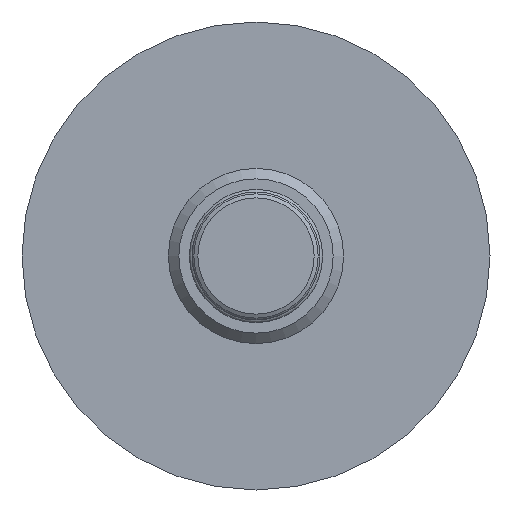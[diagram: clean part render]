
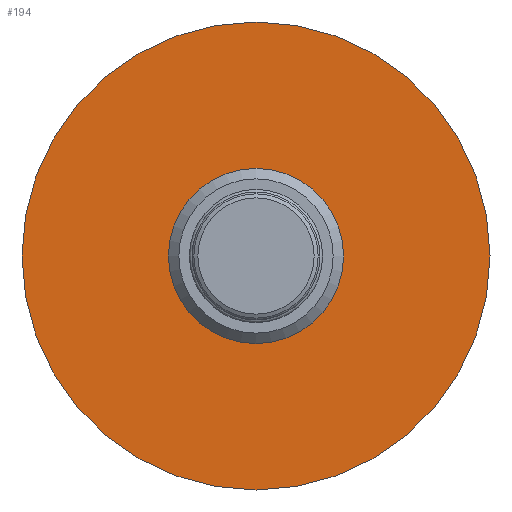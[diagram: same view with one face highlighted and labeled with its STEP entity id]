
A CAD part, left-side view. The second image highlights one B-rep face of the part: STEP entity #194.
In plain terms, the highlighted planar face has unit normal (-1, 0, 0).
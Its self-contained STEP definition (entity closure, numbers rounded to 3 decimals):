
#56=ORIENTED_EDGE('',*,*,#76,.F.);
#57=ORIENTED_EDGE('',*,*,#75,.T.);
#75=EDGE_CURVE('',#91,#91,#107,.T.);
#76=EDGE_CURVE('',#92,#92,#108,.T.);
#91=VERTEX_POINT('',#351);
#92=VERTEX_POINT('',#354);
#107=CIRCLE('',#236,4.864);
#108=CIRCLE('',#238,13.);
#136=EDGE_LOOP('',(#56));
#137=EDGE_LOOP('',(#57));
#168=FACE_BOUND('',#136,.T.);
#169=FACE_BOUND('',#137,.T.);
#179=PLANE('',#237);
#194=ADVANCED_FACE('',(#168,#169),#179,.F.);
#236=AXIS2_PLACEMENT_3D('',#350,#296,#297);
#237=AXIS2_PLACEMENT_3D('',#352,#298,#299);
#238=AXIS2_PLACEMENT_3D('',#353,#300,#301);
#296=DIRECTION('',(1.,0.,0.));
#297=DIRECTION('',(0.,0.,-1.));
#298=DIRECTION('',(1.,0.,0.));
#299=DIRECTION('',(0.,0.,-1.));
#300=DIRECTION('',(1.,0.,0.));
#301=DIRECTION('',(0.,0.,-1.));
#350=CARTESIAN_POINT('',(-17.,0.,0.));
#351=CARTESIAN_POINT('',(-17.,0.,-4.864));
#352=CARTESIAN_POINT('',(-17.,4.864,0.));
#353=CARTESIAN_POINT('',(-17.,0.,0.));
#354=CARTESIAN_POINT('',(-17.,0.,-13.));
